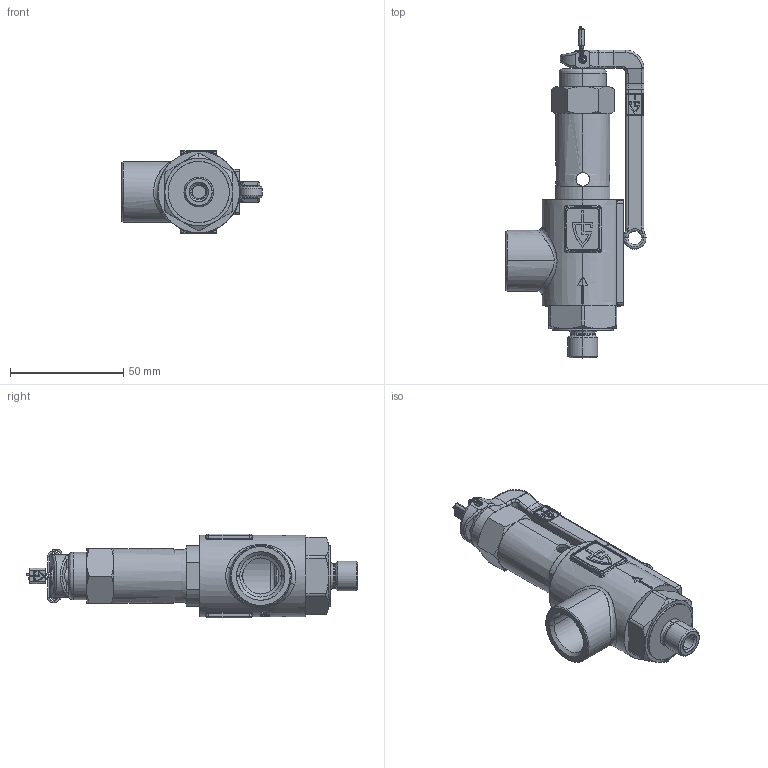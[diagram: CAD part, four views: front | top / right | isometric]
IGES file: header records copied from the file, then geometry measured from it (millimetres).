
Start section: SolidWorks IGES file using analytic representation for surfaces
Global section: file name: 861 L-DN 08 Dummy.IGS; native system: SolidWorks 2011; preprocessor: SolidWorks 2011; author: Blankenhorn; date: 120629.100202; units: millimetre
Bounding box: 62 x 146.82 x 37 mm (x, y, z)
Surface area: 34768.9 mm2 (no closed solid volume)
Topology: 0 solids, 0 shells, 735 faces, 8820 edges, 8814 vertices
Faces by surface type: bspline 406, revolution 329
